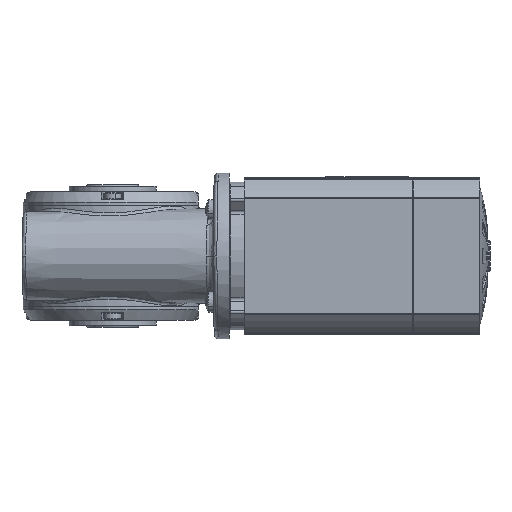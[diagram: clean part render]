
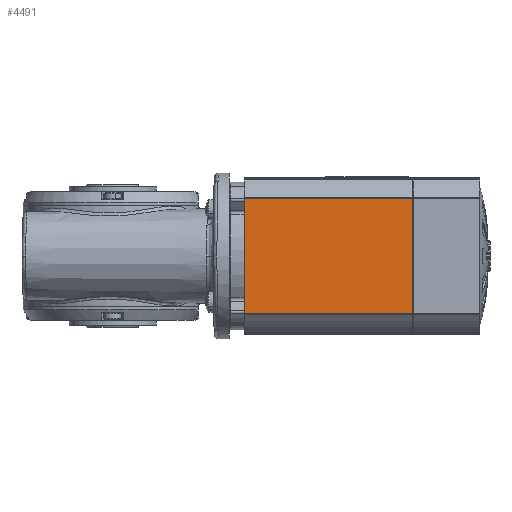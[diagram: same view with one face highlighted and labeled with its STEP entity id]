
A CAD part, front view. The second image highlights one B-rep face of the part: STEP entity #4491.
In plain terms, the highlighted planar face has unit normal (0, -1, 0).
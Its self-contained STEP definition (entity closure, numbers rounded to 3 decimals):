
#4491=ADVANCED_FACE('',(#12090),#12091,.T.);
#12090=FACE_OUTER_BOUND('',#25124,.T.);
#12091=PLANE('',#25125);
#25124=EDGE_LOOP('',(#58619,#58620,#58621,#58622));
#25125=AXIS2_PLACEMENT_3D('',#58623,#58624,#58625);
#58619=ORIENTED_EDGE('',*,*,#87476,.T.);
#58620=ORIENTED_EDGE('',*,*,#87477,.F.);
#58621=ORIENTED_EDGE('',*,*,#87478,.T.);
#58622=ORIENTED_EDGE('',*,*,#87479,.T.);
#58623=CARTESIAN_POINT('',(64.505,-48.674,-22.005));
#58624=DIRECTION('',(0.0,-1.0,0.0));
#58625=DIRECTION('',(0.0,0.0,-1.0));
#87476=EDGE_CURVE('',#101214,#101215,#101216,.T.);
#87477=EDGE_CURVE('',#101217,#101215,#101218,.T.);
#87478=EDGE_CURVE('',#101217,#101219,#101220,.T.);
#87479=EDGE_CURVE('',#101219,#101214,#101221,.T.);
#101214=VERTEX_POINT('',#123094);
#101215=VERTEX_POINT('',#123095);
#101216=LINE('',#123096,#123097);
#101217=VERTEX_POINT('',#123098);
#101218=LINE('',#123099,#123100);
#101219=VERTEX_POINT('',#123101);
#101220=LINE('',#123102,#123103);
#101221=LINE('',#123104,#123105);
#123094=CARTESIAN_POINT('',(161.005,-48.674,-22.005));
#123095=CARTESIAN_POINT('',(161.005,-48.674,43.995));
#123096=CARTESIAN_POINT('',(161.005,-48.674,-5.505));
#123097=VECTOR('',#163435,1.0);
#123098=CARTESIAN_POINT('',(64.505,-48.674,43.995));
#123099=CARTESIAN_POINT('',(64.505,-48.674,43.995));
#123100=VECTOR('',#163436,1.0);
#123101=CARTESIAN_POINT('',(64.505,-48.674,-22.005));
#123102=CARTESIAN_POINT('',(64.505,-48.674,43.995));
#123103=VECTOR('',#163437,1.0);
#123104=CARTESIAN_POINT('',(64.505,-48.674,-22.005));
#123105=VECTOR('',#163438,1.0);
#163435=DIRECTION('',(0.0,0.0,1.0));
#163436=DIRECTION('',(1.0,0.0,0.0));
#163437=DIRECTION('',(0.0,0.0,-1.0));
#163438=DIRECTION('',(1.0,0.0,0.0));
